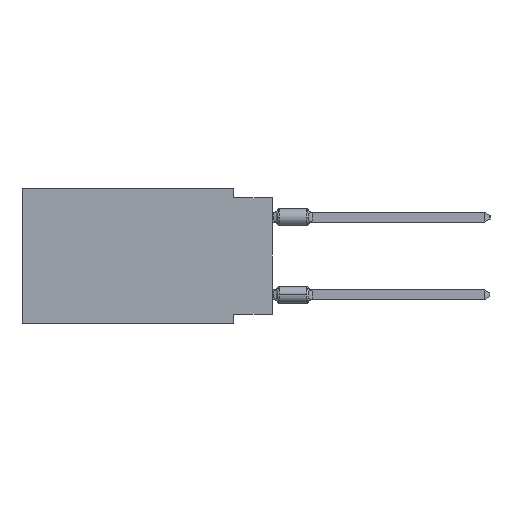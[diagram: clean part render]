
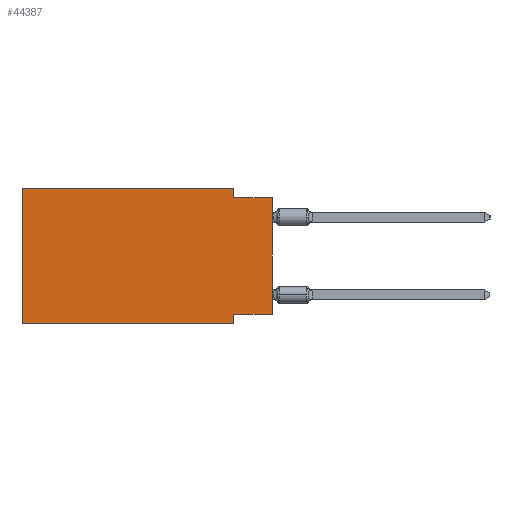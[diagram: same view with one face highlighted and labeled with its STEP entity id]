
A CAD part, left-side view. The second image highlights one B-rep face of the part: STEP entity #44387.
In plain terms, the highlighted planar face has unit normal (-1, 0, 0).
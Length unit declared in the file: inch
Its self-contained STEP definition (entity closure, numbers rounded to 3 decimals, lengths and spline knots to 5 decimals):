
#453 = VERTEX_POINT ( 'NONE', #12311 ) ;
#693 = CARTESIAN_POINT ( 'NONE',  ( 0., 0.645, -0.35 ) ) ;
#1050 = DIRECTION ( 'NONE',  ( 1., 0., 0. ) ) ;
#1652 = EDGE_CURVE ( 'NONE', #16834, #12051, #15861, .T. ) ;
#2197 = CARTESIAN_POINT ( 'NONE',  ( 0., 0.1, 0. ) ) ;
#3213 = VECTOR ( 'NONE', #4866, 39.37008 ) ;
#4413 = EDGE_CURVE ( 'NONE', #453, #21247, #37423, .T. ) ;
#4453 = DIRECTION ( 'NONE',  ( 0., 0., -1. ) ) ;
#4554 = LINE ( 'NONE', #12925, #39540 ) ;
#4866 = DIRECTION ( 'NONE',  ( 0., 0., 1. ) ) ;
#5312 = VECTOR ( 'NONE', #4453, 39.37008 ) ;
#6087 = CARTESIAN_POINT ( 'NONE',  ( 0., 0.645, 0. ) ) ;
#6250 = CARTESIAN_POINT ( 'NONE',  ( 0., 0.1, -0.35 ) ) ;
#6495 = ORIENTED_EDGE ( 'NONE', *, *, #15674, .T. ) ;
#8555 = EDGE_LOOP ( 'NONE', ( #30578, #17239, #18987, #33799, #36390, #6495, #19738, #19276 ) ) ;
#11767 = VERTEX_POINT ( 'NONE', #46208 ) ;
#12051 = VERTEX_POINT ( 'NONE', #6250 ) ;
#12064 = CARTESIAN_POINT ( 'NONE',  ( 0., 0.1, -0.35 ) ) ;
#12221 = CARTESIAN_POINT ( 'NONE',  ( 0., 0., 0. ) ) ;
#12311 = CARTESIAN_POINT ( 'NONE',  ( 0., 0.645, -0.35 ) ) ;
#12732 = LINE ( 'NONE', #12221, #3213 ) ;
#12925 = CARTESIAN_POINT ( 'NONE',  ( 0., 0.645, 0. ) ) ;
#15674 = EDGE_CURVE ( 'NONE', #453, #12051, #35086, .T. ) ;
#15861 = LINE ( 'NONE', #12064, #5312 ) ;
#15901 = CARTESIAN_POINT ( 'NONE',  ( 0., 0.1, -0.325 ) ) ;
#16146 = DIRECTION ( 'NONE',  ( 0., -1., 0. ) ) ;
#16461 = DIRECTION ( 'NONE',  ( 0., -1., 0. ) ) ;
#16834 = VERTEX_POINT ( 'NONE', #15901 ) ;
#17239 = ORIENTED_EDGE ( 'NONE', *, *, #24687, .F. ) ;
#18987 = ORIENTED_EDGE ( 'NONE', *, *, #48704, .F. ) ;
#19276 = ORIENTED_EDGE ( 'NONE', *, *, #39686, .F. ) ;
#19738 = ORIENTED_EDGE ( 'NONE', *, *, #1652, .F. ) ;
#20128 = VECTOR ( 'NONE', #48675, 39.37008 ) ;
#20622 = CARTESIAN_POINT ( 'NONE',  ( 0., 0., -0.025 ) ) ;
#21082 = VECTOR ( 'NONE', #30935, 39.37008 ) ;
#21114 = VERTEX_POINT ( 'NONE', #36691 ) ;
#21247 = VERTEX_POINT ( 'NONE', #22204 ) ;
#22204 = CARTESIAN_POINT ( 'NONE',  ( 0., 0.645, 0. ) ) ;
#22311 = DIRECTION ( 'NONE',  ( 0., -1., 0. ) ) ;
#24298 = FACE_OUTER_BOUND ( 'NONE', #8555, .T. ) ;
#24687 = EDGE_CURVE ( 'NONE', #21114, #47823, #38254, .T. ) ;
#25225 = CARTESIAN_POINT ( 'NONE',  ( 0., 0.1, 0. ) ) ;
#28064 = EDGE_CURVE ( 'NONE', #21247, #31348, #4554, .T. ) ;
#30289 = EDGE_CURVE ( 'NONE', #11767, #47823, #12732, .T. ) ;
#30578 = ORIENTED_EDGE ( 'NONE', *, *, #30289, .T. ) ;
#30935 = DIRECTION ( 'NONE',  ( 0., 1., 0. ) ) ;
#31348 = VERTEX_POINT ( 'NONE', #25225 ) ;
#32386 = PLANE ( 'NONE',  #48156 ) ;
#33081 = VECTOR ( 'NONE', #33361, 39.37008 ) ;
#33361 = DIRECTION ( 'NONE',  ( 0., 0., 1. ) ) ;
#33799 = ORIENTED_EDGE ( 'NONE', *, *, #28064, .F. ) ;
#35086 = LINE ( 'NONE', #693, #47032 ) ;
#35256 = LINE ( 'NONE', #46845, #21082 ) ;
#36199 = VECTOR ( 'NONE', #22311, 39.37008 ) ;
#36390 = ORIENTED_EDGE ( 'NONE', *, *, #4413, .F. ) ;
#36691 = CARTESIAN_POINT ( 'NONE',  ( 0., 0.1, -0.025 ) ) ;
#37423 = LINE ( 'NONE', #6087, #33081 ) ;
#38254 = LINE ( 'NONE', #41770, #36199 ) ;
#39481 = DIRECTION ( 'NONE',  ( 0., 0., -1. ) ) ;
#39540 = VECTOR ( 'NONE', #16461, 39.37008 ) ;
#39686 = EDGE_CURVE ( 'NONE', #11767, #16834, #35256, .T. ) ;
#41770 = CARTESIAN_POINT ( 'NONE',  ( 0., 0., -0.025 ) ) ;
#44387 = ADVANCED_FACE ( 'NONE', ( #24298 ), #32386, .F. ) ;
#45114 = LINE ( 'NONE', #2197, #20128 ) ;
#46208 = CARTESIAN_POINT ( 'NONE',  ( 0., 0., -0.325 ) ) ;
#46845 = CARTESIAN_POINT ( 'NONE',  ( 0., 0., -0.325 ) ) ;
#47032 = VECTOR ( 'NONE', #16146, 39.37008 ) ;
#47789 = CARTESIAN_POINT ( 'NONE',  ( 0., 0.645, 0. ) ) ;
#47823 = VERTEX_POINT ( 'NONE', #20622 ) ;
#48156 = AXIS2_PLACEMENT_3D ( 'NONE', #47789, #1050, #39481 ) ;
#48675 = DIRECTION ( 'NONE',  ( 0., 0., -1. ) ) ;
#48704 = EDGE_CURVE ( 'NONE', #31348, #21114, #45114, .T. ) ;
